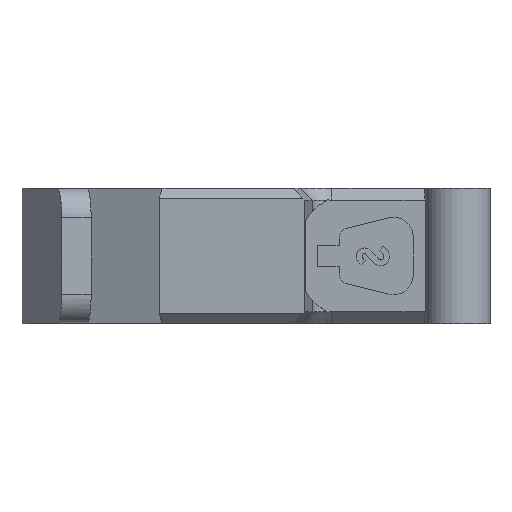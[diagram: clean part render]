
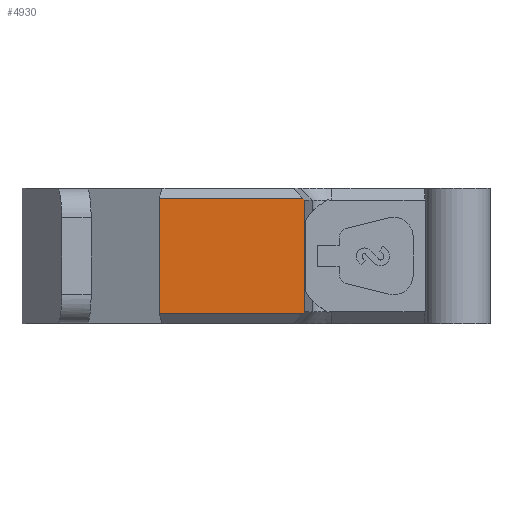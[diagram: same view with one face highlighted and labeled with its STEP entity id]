
A CAD part, front view. The second image highlights one B-rep face of the part: STEP entity #4930.
In plain terms, the highlighted planar face has unit normal (0, -1, 0).
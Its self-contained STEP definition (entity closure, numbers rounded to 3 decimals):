
#276 = CARTESIAN_POINT ( 'NONE',  ( -2.5, 33., 13.9 ) ) ;
#354 = ORIENTED_EDGE ( 'NONE', *, *, #6876, .T. ) ;
#390 = EDGE_CURVE ( 'NONE', #4695, #3953, #8710, .T. ) ;
#521 = ORIENTED_EDGE ( 'NONE', *, *, #390, .T. ) ;
#907 = LINE ( 'NONE', #2906, #5144 ) ;
#942 = VECTOR ( 'NONE', #8384, 1000. ) ;
#990 = LINE ( 'NONE', #276, #942 ) ;
#1130 = EDGE_CURVE ( 'NONE', #1949, #4695, #907, .T. ) ;
#1220 = CARTESIAN_POINT ( 'NONE',  ( -2.5, 33., 12.7 ) ) ;
#1265 = LINE ( 'NONE', #5388, #6886 ) ;
#1397 = FACE_OUTER_BOUND ( 'NONE', #7922, .T. ) ;
#1429 = CARTESIAN_POINT ( 'NONE',  ( -17., 33., 1.2 ) ) ;
#1885 = CARTESIAN_POINT ( 'NONE',  ( -2.701, 33., 12.9 ) ) ;
#1949 = VERTEX_POINT ( 'NONE', #1885 ) ;
#2076 = DIRECTION ( 'NONE',  ( -0.709, 0., 0.705 ) ) ;
#2201 = VECTOR ( 'NONE', #7385, 1000. ) ;
#2301 = ORIENTED_EDGE ( 'NONE', *, *, #6489, .T. ) ;
#2677 = EDGE_CURVE ( 'NONE', #4318, #8159, #7292, .T. ) ;
#2906 = CARTESIAN_POINT ( 'NONE',  ( -17.2, 33., 12.9 ) ) ;
#3130 = CARTESIAN_POINT ( 'NONE',  ( -17.2, 33., 1.2 ) ) ;
#3441 = LINE ( 'NONE', #1429, #5024 ) ;
#3514 = CARTESIAN_POINT ( 'NONE',  ( -17.2, 33., 12.9 ) ) ;
#3953 = VERTEX_POINT ( 'NONE', #3130 ) ;
#4121 = AXIS2_PLACEMENT_3D ( 'NONE', #5523, #4853, #8226 ) ;
#4233 = ORIENTED_EDGE ( 'NONE', *, *, #1130, .T. ) ;
#4246 = PLANE ( 'NONE',  #4121 ) ;
#4318 = VERTEX_POINT ( 'NONE', #4707 ) ;
#4683 = CARTESIAN_POINT ( 'NONE',  ( -2.5, 33., 1.4 ) ) ;
#4695 = VERTEX_POINT ( 'NONE', #3514 ) ;
#4707 = CARTESIAN_POINT ( 'NONE',  ( -2.701, 33., 1.2 ) ) ;
#4805 = VECTOR ( 'NONE', #7358, 1000. ) ;
#4853 = DIRECTION ( 'NONE',  ( 0., 1., 0. ) ) ;
#4930 = ADVANCED_FACE ( 'NONE', ( #1397 ), #4246, .F. ) ;
#5024 = VECTOR ( 'NONE', #6126, 1000. ) ;
#5144 = VECTOR ( 'NONE', #7665, 1000. ) ;
#5388 = CARTESIAN_POINT ( 'NONE',  ( -3.076, 33., 13.272 ) ) ;
#5523 = CARTESIAN_POINT ( 'NONE',  ( -17., 33., 13.9 ) ) ;
#5530 = ORIENTED_EDGE ( 'NONE', *, *, #6934, .F. ) ;
#6126 = DIRECTION ( 'NONE',  ( 1., 0., 0. ) ) ;
#6323 = CARTESIAN_POINT ( 'NONE',  ( -2.5, 33., 1.4 ) ) ;
#6489 = EDGE_CURVE ( 'NONE', #6572, #1949, #1265, .T. ) ;
#6572 = VERTEX_POINT ( 'NONE', #1220 ) ;
#6801 = ORIENTED_EDGE ( 'NONE', *, *, #2677, .T. ) ;
#6876 = EDGE_CURVE ( 'NONE', #3953, #4318, #3441, .T. ) ;
#6886 = VECTOR ( 'NONE', #2076, 1000. ) ;
#6934 = EDGE_CURVE ( 'NONE', #6572, #8159, #990, .T. ) ;
#7292 = LINE ( 'NONE', #4683, #2201 ) ;
#7358 = DIRECTION ( 'NONE',  ( 0., 0., -1. ) ) ;
#7385 = DIRECTION ( 'NONE',  ( 0.709, 0., 0.705 ) ) ;
#7447 = CARTESIAN_POINT ( 'NONE',  ( -17.2, 33., 13.9 ) ) ;
#7665 = DIRECTION ( 'NONE',  ( -1., 0., 0. ) ) ;
#7922 = EDGE_LOOP ( 'NONE', ( #5530, #2301, #4233, #521, #354, #6801 ) ) ;
#8159 = VERTEX_POINT ( 'NONE', #6323 ) ;
#8226 = DIRECTION ( 'NONE',  ( 0., 0., 1. ) ) ;
#8384 = DIRECTION ( 'NONE',  ( 0., 0., -1. ) ) ;
#8710 = LINE ( 'NONE', #7447, #4805 ) ;
